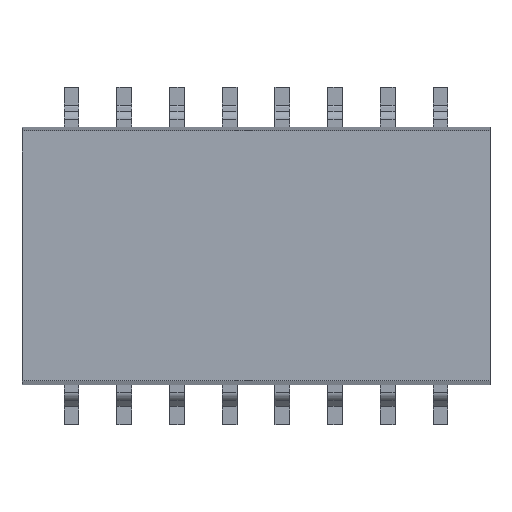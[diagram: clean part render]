
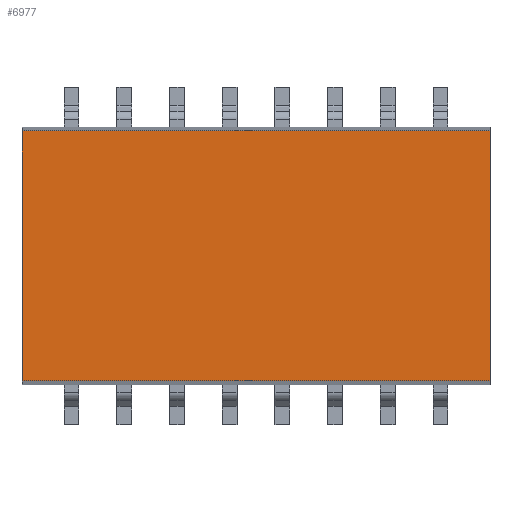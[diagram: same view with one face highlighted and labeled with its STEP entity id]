
A CAD part, top view. The second image highlights one B-rep face of the part: STEP entity #6977.
In plain terms, the highlighted planar face has unit normal (0, 0, 1).
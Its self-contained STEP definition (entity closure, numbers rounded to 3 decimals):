
#92=DIRECTION('',(0.,-1.,0.));
#93=VECTOR('',#92,6.02);
#94=CARTESIAN_POINT('',(-5.639,3.01,1.753));
#95=LINE('',#94,#93);
#100=DIRECTION('',(1.,0.,0.));
#101=VECTOR('',#100,11.278);
#102=CARTESIAN_POINT('',(-5.639,-3.01,1.753));
#103=LINE('',#102,#101);
#2612=DIRECTION('',(0.,-1.,0.));
#2613=VECTOR('',#2612,6.02);
#2614=CARTESIAN_POINT('',(5.639,3.01,1.753));
#2615=LINE('',#2614,#2613);
#2632=DIRECTION('',(1.,0.,0.));
#2633=VECTOR('',#2632,11.278);
#2634=CARTESIAN_POINT('',(-5.639,3.01,1.753));
#2635=LINE('',#2634,#2633);
#2640=CARTESIAN_POINT('',(-5.639,-3.01,1.753));
#2642=VERTEX_POINT('',#2640);
#2650=CARTESIAN_POINT('',(-5.639,3.01,1.753));
#2651=VERTEX_POINT('',#2650);
#2652=CARTESIAN_POINT('',(5.639,-3.01,1.753));
#2654=VERTEX_POINT('',#2652);
#2662=CARTESIAN_POINT('',(5.639,3.01,1.753));
#2663=VERTEX_POINT('',#2662);
#6966=CARTESIAN_POINT('',(-5.639,3.01,1.753));
#6967=DIRECTION('',(0.,0.,1.));
#6968=DIRECTION('',(0.,-1.,0.));
#6969=AXIS2_PLACEMENT_3D('',#6966,#6967,#6968);
#6970=PLANE('',#6969);
#6971=ORIENTED_EDGE('',*,*,#3447,.F.);
#6972=ORIENTED_EDGE('',*,*,#3945,.T.);
#6973=ORIENTED_EDGE('',*,*,#6956,.T.);
#6974=ORIENTED_EDGE('',*,*,#3462,.F.);
#6975=EDGE_LOOP('',(#6971,#6972,#6973,#6974));
#6976=FACE_OUTER_BOUND('',#6975,.F.);
#6977=ADVANCED_FACE('',(#6976),#6970,.T.);
#3447=EDGE_CURVE('',#2651,#2642,#95,.T.);
#3462=EDGE_CURVE('',#2642,#2654,#103,.T.);
#3945=EDGE_CURVE('',#2651,#2663,#2635,.T.);
#6956=EDGE_CURVE('',#2663,#2654,#2615,.T.);
